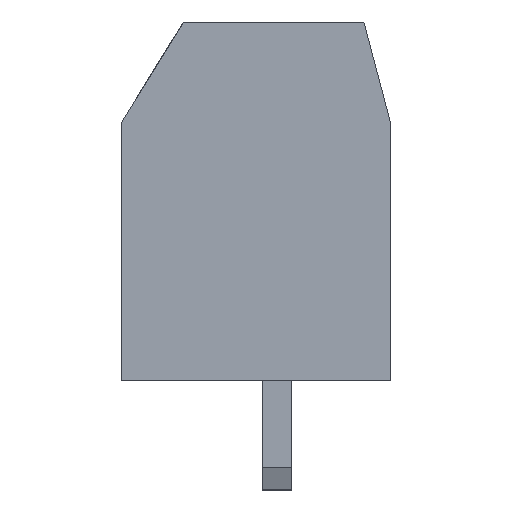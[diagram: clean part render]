
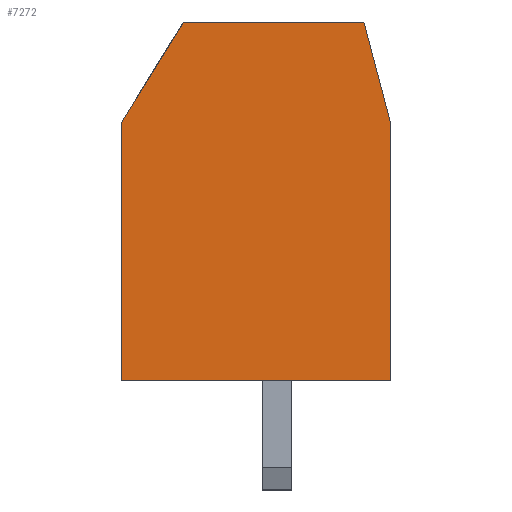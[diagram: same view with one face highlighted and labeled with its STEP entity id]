
A CAD part, left-side view. The second image highlights one B-rep face of the part: STEP entity #7272.
In plain terms, the highlighted planar face has unit normal (-1, 0, 0).
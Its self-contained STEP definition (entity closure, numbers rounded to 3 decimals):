
#241 = VERTEX_POINT ( 'NONE', #6662 ) ;
#363 = DIRECTION ( 'NONE',  ( 0., -0.256, -0.967 ) ) ;
#675 = FACE_OUTER_BOUND ( 'NONE', #8699, .T. ) ;
#805 = EDGE_CURVE ( 'NONE', #3174, #1529, #5565, .T. ) ;
#941 = EDGE_CURVE ( 'NONE', #3108, #1529, #1705, .T. ) ;
#963 = VECTOR ( 'NONE', #4679, 1000. ) ;
#1457 = DIRECTION ( 'NONE',  ( 1., 0., 0. ) ) ;
#1529 = VERTEX_POINT ( 'NONE', #7225 ) ;
#1705 = LINE ( 'NONE', #3733, #5149 ) ;
#1974 = ORIENTED_EDGE ( 'NONE', *, *, #3785, .F. ) ;
#2126 = PLANE ( 'NONE',  #4430 ) ;
#2275 = CARTESIAN_POINT ( 'NONE',  ( -5.08, 4.2, 0. ) ) ;
#2301 = LINE ( 'NONE', #2760, #7554 ) ;
#2308 = ORIENTED_EDGE ( 'NONE', *, *, #941, .T. ) ;
#2760 = CARTESIAN_POINT ( 'NONE',  ( -5.08, 4.2, 10. ) ) ;
#3108 = VERTEX_POINT ( 'NONE', #8431 ) ;
#3138 = DIRECTION ( 'NONE',  ( 0., 0., -1. ) ) ;
#3174 = VERTEX_POINT ( 'NONE', #6945 ) ;
#3319 = CARTESIAN_POINT ( 'NONE',  ( -5.08, 2.47, 10. ) ) ;
#3408 = DIRECTION ( 'NONE',  ( 0., -0.526, 0.851 ) ) ;
#3610 = ORIENTED_EDGE ( 'NONE', *, *, #4383, .F. ) ;
#3733 = CARTESIAN_POINT ( 'NONE',  ( -5.08, 4.2, 10. ) ) ;
#3766 = VECTOR ( 'NONE', #4361, 1000. ) ;
#3785 = EDGE_CURVE ( 'NONE', #5638, #3174, #6189, .T. ) ;
#4003 = CARTESIAN_POINT ( 'NONE',  ( -5.08, -3.3, 10. ) ) ;
#4041 = CARTESIAN_POINT ( 'NONE',  ( -5.08, -3.3, 7.2 ) ) ;
#4116 = ORIENTED_EDGE ( 'NONE', *, *, #805, .F. ) ;
#4361 = DIRECTION ( 'NONE',  ( 0., 1., 0. ) ) ;
#4383 = EDGE_CURVE ( 'NONE', #241, #5638, #5343, .T. ) ;
#4430 = AXIS2_PLACEMENT_3D ( 'NONE', #5579, #1457, #6266 ) ;
#4467 = CARTESIAN_POINT ( 'NONE',  ( -5.08, -2.56, 10. ) ) ;
#4679 = DIRECTION ( 'NONE',  ( 0., 0., -1. ) ) ;
#4927 = ORIENTED_EDGE ( 'NONE', *, *, #8785, .F. ) ;
#5149 = VECTOR ( 'NONE', #3138, 1000. ) ;
#5168 = VECTOR ( 'NONE', #3408, 1000. ) ;
#5343 = LINE ( 'NONE', #4467, #6934 ) ;
#5531 = VERTEX_POINT ( 'NONE', #3319 ) ;
#5565 = LINE ( 'NONE', #2275, #3766 ) ;
#5579 = CARTESIAN_POINT ( 'NONE',  ( -5.08, 4.2, 10. ) ) ;
#5586 = ORIENTED_EDGE ( 'NONE', *, *, #5974, .F. ) ;
#5638 = VERTEX_POINT ( 'NONE', #4041 ) ;
#5974 = EDGE_CURVE ( 'NONE', #5531, #241, #2301, .T. ) ;
#6129 = CARTESIAN_POINT ( 'NONE',  ( -5.08, 4.2, 7.2 ) ) ;
#6189 = LINE ( 'NONE', #4003, #963 ) ;
#6266 = DIRECTION ( 'NONE',  ( 0., 0., -1. ) ) ;
#6662 = CARTESIAN_POINT ( 'NONE',  ( -5.08, -2.56, 10. ) ) ;
#6934 = VECTOR ( 'NONE', #363, 1000. ) ;
#6945 = CARTESIAN_POINT ( 'NONE',  ( -5.08, -3.3, 0. ) ) ;
#6971 = LINE ( 'NONE', #6129, #5168 ) ;
#7225 = CARTESIAN_POINT ( 'NONE',  ( -5.08, 4.2, 0. ) ) ;
#7272 = ADVANCED_FACE ( 'NONE', ( #675 ), #2126, .F. ) ;
#7548 = DIRECTION ( 'NONE',  ( 0., -1., 0. ) ) ;
#7554 = VECTOR ( 'NONE', #7548, 1000. ) ;
#8431 = CARTESIAN_POINT ( 'NONE',  ( -5.08, 4.2, 7.2 ) ) ;
#8699 = EDGE_LOOP ( 'NONE', ( #3610, #5586, #4927, #2308, #4116, #1974 ) ) ;
#8785 = EDGE_CURVE ( 'NONE', #3108, #5531, #6971, .T. ) ;
